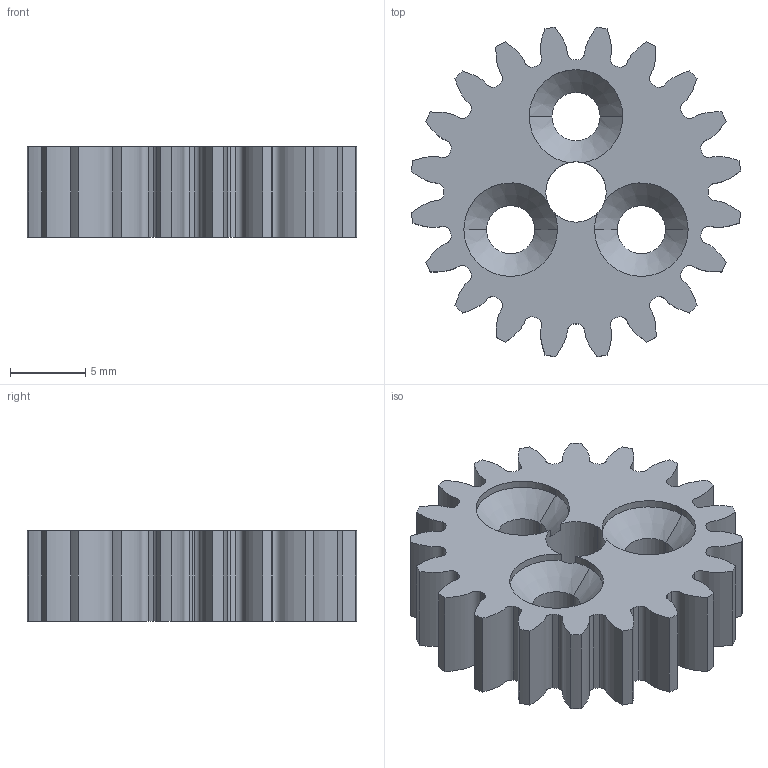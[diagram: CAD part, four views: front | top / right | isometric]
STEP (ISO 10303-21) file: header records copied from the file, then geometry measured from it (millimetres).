
FILE_DESCRIPTION (( 'STEP AP203' ), '1' );
FILE_NAME ('圆柱齿轮20×1.STEP', '2025-07-28T12:45:36', ( '' ), ( '' ), 'SwSTEP 2.0', 'SolidWorks 2024', '' );
FILE_SCHEMA (( 'CONFIG_CONTROL_DESIGN' ));
Length unit declared in the file: millimetre
Products named in the file (1): 圆柱齿轮20×1
Bounding box: 21.83 x 21.83 x 6 mm (x, y, z)
Volume: 1553.4 mm3; surface area: 1534.6 mm2
Topology: 1 solids, 1 shells, 106 faces, 309 edges, 202 vertices
Faces by surface type: cylinder 58, bspline 40, cone 6, plane 2
Entity records: 7884 total; most frequent: CARTESIAN_POINT 5159, ORIENTED_EDGE 618, DIRECTION 479, EDGE_CURVE 309, VERTEX_POINT 202, AXIS2_PLACEMENT_3D 186, CIRCLE 119, EDGE_LOOP 111
